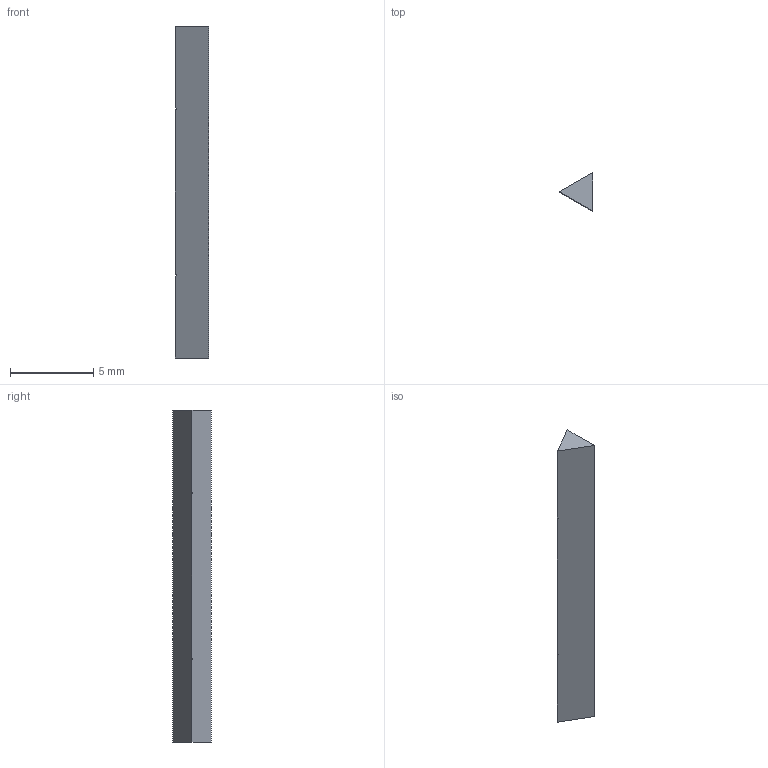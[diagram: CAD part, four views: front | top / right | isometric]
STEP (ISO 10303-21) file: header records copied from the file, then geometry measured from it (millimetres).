
FILE_DESCRIPTION (( 'STEP AP203' ), '1' );
FILE_NAME ('D0901278-v1_AdvLIGO_HSTS_Secondary Metal Prism.STEP', '2010-06-10T22:53:07', ( 'Dwayne Giardina' ), ( 'CA Institute of Technology' ), 'SwSTEP 2.0', 'SolidWorks 2009', '' );
FILE_SCHEMA (( 'CONFIG_CONTROL_DESIGN' ));
Length unit declared in the file: inch
Products named in the file (1): D0901278-v1_AdvLIGO_HSTS_Secondary Metal Prism
Bounding box: 2 x 2.31 x 20 mm (x, y, z)
Volume: 45.9 mm3; surface area: 143.2 mm2
Topology: 1 solids, 1 shells, 11 faces, 27 edges, 18 vertices
Faces by surface type: plane 8, cylinder 3
Entity records: 402 total; most frequent: CARTESIAN_POINT 69, ORIENTED_EDGE 54, DIRECTION 49, EDGE_CURVE 27, LINE 21, VECTOR 21, VERTEX_POINT 18, AXIS2_PLACEMENT_3D 14
